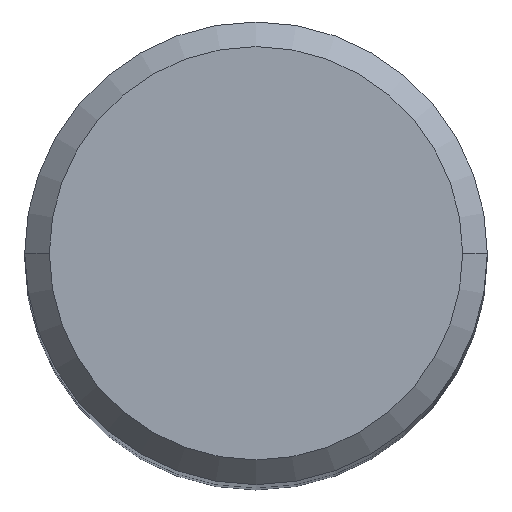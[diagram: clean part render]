
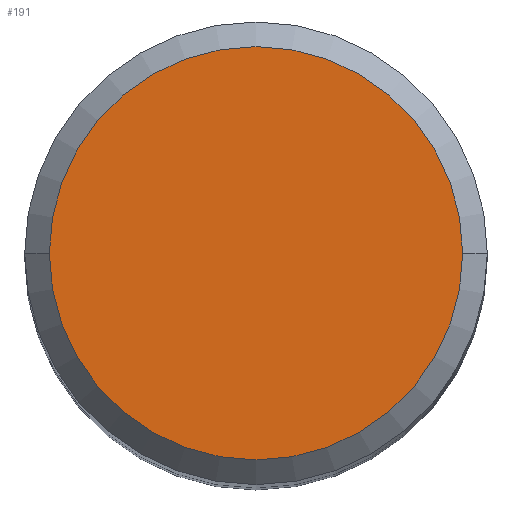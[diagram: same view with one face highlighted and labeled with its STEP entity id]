
A CAD part, top view. The second image highlights one B-rep face of the part: STEP entity #191.
In plain terms, the highlighted planar face has unit normal (0, 0, 1).
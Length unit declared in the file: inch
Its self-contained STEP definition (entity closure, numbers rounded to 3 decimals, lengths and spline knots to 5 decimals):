
#1 = VERTEX_POINT ( 'NONE', #120 ) ;
#9 = DIRECTION ( 'NONE',  ( 1., 0., 0. ) ) ;
#20 = EDGE_CURVE ( 'NONE', #252, #1, #185, .T. ) ;
#26 = FACE_OUTER_BOUND ( 'NONE', #209, .T. ) ;
#73 = DIRECTION ( 'NONE',  ( 0., 0., 1. ) ) ;
#96 = CARTESIAN_POINT ( 'NONE',  ( 0., 0., 0. ) ) ;
#98 = AXIS2_PLACEMENT_3D ( 'NONE', #233, #337, #180 ) ;
#114 = ORIENTED_EDGE ( 'NONE', *, *, #20, .T. ) ;
#120 = CARTESIAN_POINT ( 'NONE',  ( 0.1675, 0., 0. ) ) ;
#130 = DIRECTION ( 'NONE',  ( 1., 0., 0. ) ) ;
#132 = DIRECTION ( 'NONE',  ( 0., 0., 1. ) ) ;
#147 = CARTESIAN_POINT ( 'NONE',  ( -0.1675, 0., 0. ) ) ;
#150 = ORIENTED_EDGE ( 'NONE', *, *, #257, .T. ) ;
#154 = CARTESIAN_POINT ( 'NONE',  ( 0., 0., 0. ) ) ;
#180 = DIRECTION ( 'NONE',  ( -1., 0., 0. ) ) ;
#185 = CIRCLE ( 'NONE', #359, 0.1675 ) ;
#190 = AXIS2_PLACEMENT_3D ( 'NONE', #96, #132, #9 ) ;
#191 = ADVANCED_FACE ( 'NONE', ( #26 ), #207, .F. ) ;
#207 = PLANE ( 'NONE',  #98 ) ;
#209 = EDGE_LOOP ( 'NONE', ( #114, #150 ) ) ;
#233 = CARTESIAN_POINT ( 'NONE',  ( 0., 0.1675, 0. ) ) ;
#249 = CIRCLE ( 'NONE', #190, 0.1675 ) ;
#252 = VERTEX_POINT ( 'NONE', #147 ) ;
#257 = EDGE_CURVE ( 'NONE', #1, #252, #249, .T. ) ;
#337 = DIRECTION ( 'NONE',  ( 0., 0., -1. ) ) ;
#359 = AXIS2_PLACEMENT_3D ( 'NONE', #154, #73, #130 ) ;
